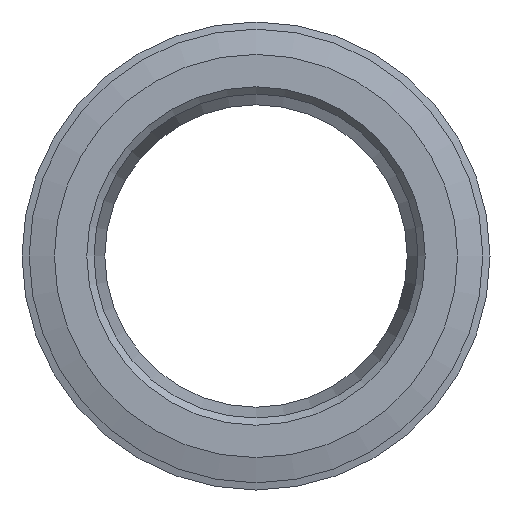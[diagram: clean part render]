
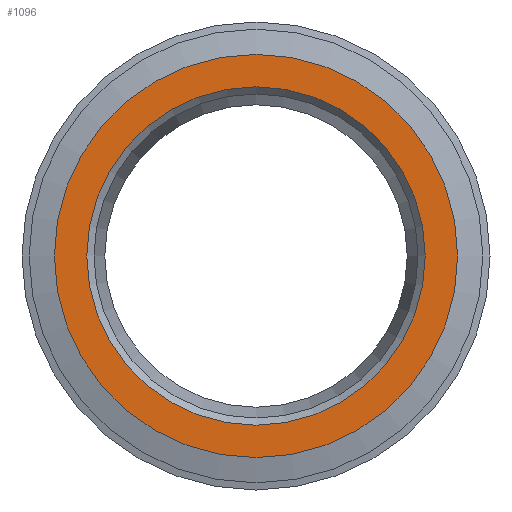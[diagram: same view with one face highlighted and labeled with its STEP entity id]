
A CAD part, left-side view. The second image highlights one B-rep face of the part: STEP entity #1096.
In plain terms, the highlighted planar face has unit normal (-1, 0, 0).
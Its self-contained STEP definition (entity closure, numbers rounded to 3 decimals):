
#15=FACE_BOUND('',#141,.T.);
#30=PLANE('',#1200);
#81=FACE_OUTER_BOUND('',#140,.T.);
#140=EDGE_LOOP('',(#745,#746));
#141=EDGE_LOOP('',(#747));
#297=CIRCLE('',#1197,23.5);
#299=CIRCLE('',#1201,28.);
#300=CIRCLE('',#1202,28.);
#423=VERTEX_POINT('',#1821);
#425=VERTEX_POINT('',#1829);
#426=VERTEX_POINT('',#1830);
#551=EDGE_CURVE('',#423,#423,#297,.T.);
#555=EDGE_CURVE('',#425,#426,#299,.T.);
#556=EDGE_CURVE('',#426,#425,#300,.T.);
#745=ORIENTED_EDGE('',*,*,#555,.T.);
#746=ORIENTED_EDGE('',*,*,#556,.T.);
#747=ORIENTED_EDGE('',*,*,#551,.F.);
#1096=ADVANCED_FACE('',(#81,#15),#30,.T.);
#1197=AXIS2_PLACEMENT_3D('',#1822,#1425,#1426);
#1200=AXIS2_PLACEMENT_3D('',#1828,#1433,#1434);
#1201=AXIS2_PLACEMENT_3D('',#1831,#1435,#1436);
#1202=AXIS2_PLACEMENT_3D('',#1832,#1437,#1438);
#1425=DIRECTION('center_axis',(-1.,0.,0.));
#1426=DIRECTION('ref_axis',(0.,0.,-1.));
#1433=DIRECTION('center_axis',(-1.,0.,0.));
#1434=DIRECTION('ref_axis',(0.,0.,1.));
#1435=DIRECTION('center_axis',(-1.,0.,0.));
#1436=DIRECTION('ref_axis',(0.,-1.,0.));
#1437=DIRECTION('center_axis',(-1.,0.,0.));
#1438=DIRECTION('ref_axis',(0.,-1.,0.));
#1821=CARTESIAN_POINT('',(0.,0.,23.5));
#1822=CARTESIAN_POINT('Origin',(0.,0.,
0.));
#1828=CARTESIAN_POINT('Origin',(0.,-24.5,0.));
#1829=CARTESIAN_POINT('',(0.,-28.,0.));
#1830=CARTESIAN_POINT('',(0.,28.,0.));
#1831=CARTESIAN_POINT('Origin',(0.,0.,
0.));
#1832=CARTESIAN_POINT('Origin',(0.,0.,
0.));
